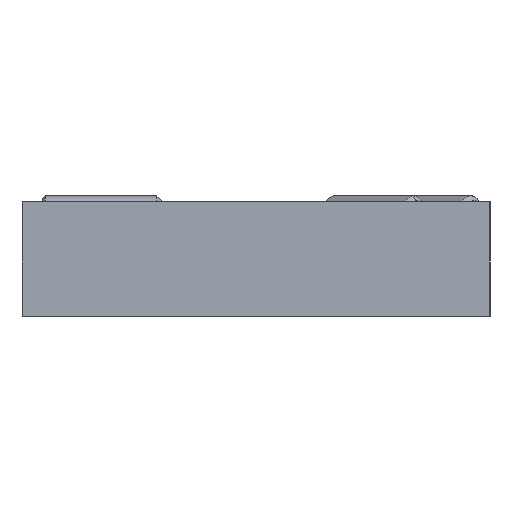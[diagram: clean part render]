
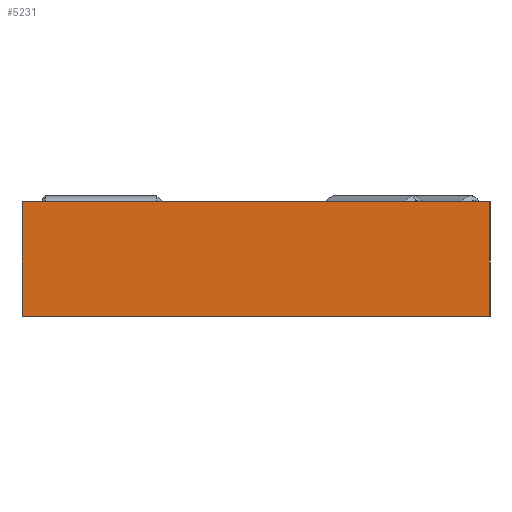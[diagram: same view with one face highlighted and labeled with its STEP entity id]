
A CAD part, left-side view. The second image highlights one B-rep face of the part: STEP entity #5231.
In plain terms, the highlighted planar face has unit normal (-1, 0, 0).
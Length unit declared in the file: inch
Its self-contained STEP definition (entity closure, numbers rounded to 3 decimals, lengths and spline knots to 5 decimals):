
#41 = VECTOR ( 'NONE', #1944, 39.37008 ) ;
#1069 = DIRECTION ( 'NONE',  ( 0., -1., 0. ) ) ;
#1071 = CARTESIAN_POINT ( 'NONE',  ( -1.17604, -0.41651, 0.18001 ) ) ;
#1533 = PLANE ( 'NONE',  #4730 ) ;
#1536 = DIRECTION ( 'NONE',  ( -1., 0., 0. ) ) ;
#1537 = CARTESIAN_POINT ( 'NONE',  ( -1.17604, -0.41651, 0.18001 ) ) ;
#1540 = DIRECTION ( 'NONE',  ( 0., 0., 1. ) ) ;
#1835 = DIRECTION ( 'NONE',  ( 0., 0., 1. ) ) ;
#1836 = CARTESIAN_POINT ( 'NONE',  ( -1.17604, 0.56749, 0.18001 ) ) ;
#1944 = DIRECTION ( 'NONE',  ( 0., 0., 1. ) ) ;
#1945 = CARTESIAN_POINT ( 'NONE',  ( -1.17604, -0.41651, 0.18001 ) ) ;
#1946 = CARTESIAN_POINT ( 'NONE',  ( -1.17604, -0.41651, 0.42001 ) ) ;
#1947 = DIRECTION ( 'NONE',  ( 0., -1., 0. ) ) ;
#2236 = CARTESIAN_POINT ( 'NONE',  ( -1.17604, 0.56749, 0.18001 ) ) ;
#2454 = CARTESIAN_POINT ( 'NONE',  ( -1.17604, -0.41651, 0.42001 ) ) ;
#2462 = CARTESIAN_POINT ( 'NONE',  ( -1.17604, -0.41651, 0.18001 ) ) ;
#2528 = CARTESIAN_POINT ( 'NONE',  ( -1.17604, 0.56749, 0.42001 ) ) ;
#2993 = ORIENTED_EDGE ( 'NONE', *, *, #5404, .T. ) ;
#3062 = EDGE_LOOP ( 'NONE', ( #3655, #3223, #2993, #3569 ) ) ;
#3223 = ORIENTED_EDGE ( 'NONE', *, *, #5184, .F. ) ;
#3544 = VERTEX_POINT ( 'NONE', #2236 ) ;
#3545 = VERTEX_POINT ( 'NONE', #2454 ) ;
#3558 = VERTEX_POINT ( 'NONE', #2462 ) ;
#3569 = ORIENTED_EDGE ( 'NONE', *, *, #5161, .T. ) ;
#3649 = VERTEX_POINT ( 'NONE', #2528 ) ;
#3655 = ORIENTED_EDGE ( 'NONE', *, *, #5162, .F. ) ;
#4089 = VECTOR ( 'NONE', #1069, 39.37008 ) ;
#4613 = VECTOR ( 'NONE', #1947, 39.37008 ) ;
#4730 = AXIS2_PLACEMENT_3D ( 'NONE', #1537, #1536, #1540 ) ;
#4816 = VECTOR ( 'NONE', #1835, 39.37008 ) ;
#5161 = EDGE_CURVE ( 'NONE', #3558, #3545, #5931, .T. ) ;
#5162 = EDGE_CURVE ( 'NONE', #3649, #3545, #5932, .T. ) ;
#5184 = EDGE_CURVE ( 'NONE', #3544, #3649, #6245, .T. ) ;
#5231 = ADVANCED_FACE ( 'NONE', ( #6319 ), #1533, .T. ) ;
#5404 = EDGE_CURVE ( 'NONE', #3544, #3558, #5652, .T. ) ;
#5652 = LINE ( 'NONE', #1071, #4089 ) ;
#5931 = LINE ( 'NONE', #1945, #41 ) ;
#5932 = LINE ( 'NONE', #1946, #4613 ) ;
#6245 = LINE ( 'NONE', #1836, #4816 ) ;
#6319 = FACE_OUTER_BOUND ( 'NONE', #3062, .T. ) ;
